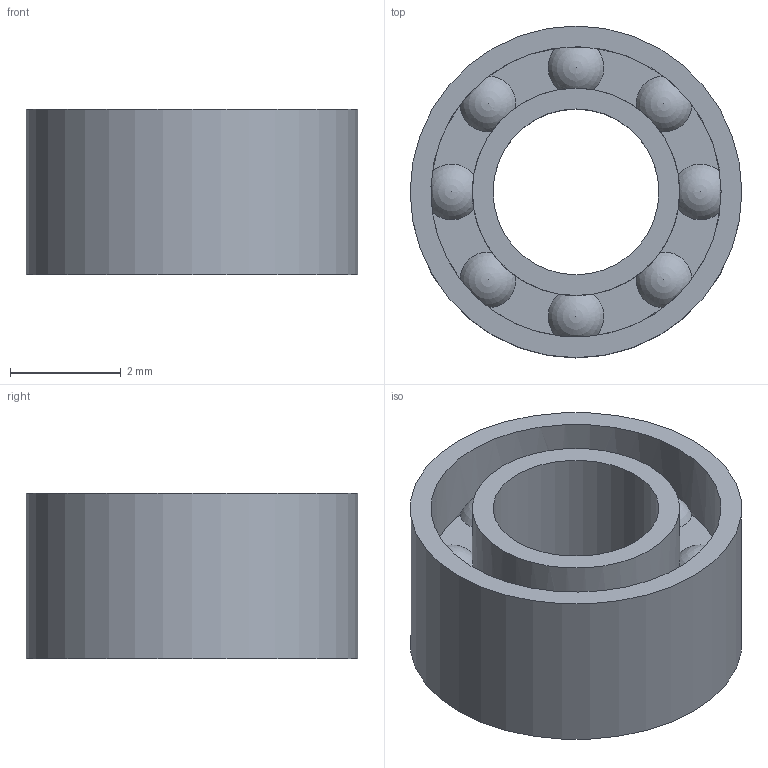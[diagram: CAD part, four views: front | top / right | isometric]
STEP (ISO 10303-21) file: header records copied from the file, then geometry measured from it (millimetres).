
FILE_DESCRIPTION(/* description */ ('STEP AP242','CAx-IF Rec.Pracs.---Representation and Presentation of Product Manufacturing Information (PMI)---4.0---2014-10-13','CAx-IF Rec.Pracs.---3D Tessellated Geometry---0.4---2014-09-14','2;1'),/* implementation_level */ '2;1');
FILE_NAME(/* name */ '66a6d9a4c5476c571dc28e53',/* time_stamp */ '2024-07-28T23:52:04Z',/* author */ (''),/* organization */ (''),/* preprocessor_version */ 'ST-DEVELOPER v20',/* originating_system */ ' ',/* authorisation */ ' ');
FILE_SCHEMA (('AP242_MANAGED_MODEL_BASED_3D_ENGINEERING_MIM_LF { 1 0 10303 442 1 1 4 }'));
Length unit declared in the file: metre
Products named in the file (1): Bearing
Bounding box: 6 x 6 x 3 mm (x, y, z)
Volume: 39.2 mm3; surface area: 198.9 mm2
Topology: 1 solids, 1 shells, 42 faces, 162 edges, 108 vertices
Faces by surface type: plane 20, sphere 16, cylinder 6
Full cylindrical faces by diameter (mm): 3 x1, 3.75 x2, 5.25 x2, 6 x1
Entity records: 1491 total; most frequent: CARTESIAN_POINT 331, DIRECTION 230, ORIENTED_EDGE 208, AXIS2_PLACEMENT_3D 115, EDGE_CURVE 104, VERTEX_POINT 72, CIRCLE 72, EDGE_LOOP 52
